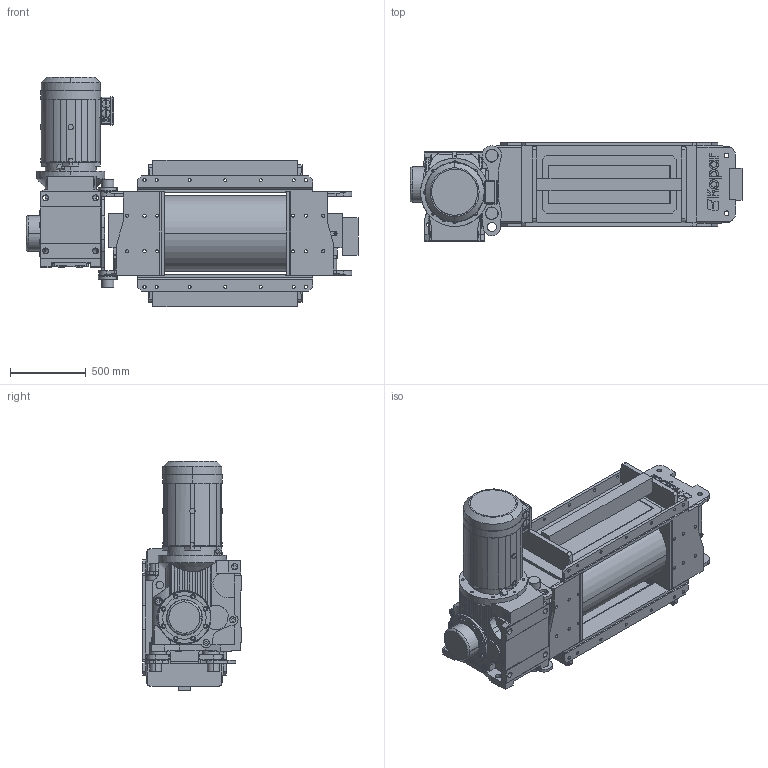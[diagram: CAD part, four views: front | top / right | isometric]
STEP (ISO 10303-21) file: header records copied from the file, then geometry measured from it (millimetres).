
FILE_DESCRIPTION (( 'STEP AP214' ), '1' );
FILE_NAME ('CR800.STEP', '2025-01-15T06:11:15', ( '' ), ( '' ), 'SwSTEP 2.0', 'SolidWorks 2022', '' );
FILE_SCHEMA (( 'AUTOMOTIVE_DESIGN' ));
Length unit declared in the file: millimetre
Products named in the file (1): CR800
Bounding box: 2191.5 x 650 x 1514 mm (x, y, z)
Volume: 498062269.2 mm3; surface area: 16164290.7 mm2
Topology: 27 solids, 43 shells, 2219 faces, 5978 edges, 3996 vertices
Faces by surface type: plane 1277, cylinder 889, bspline 36, cone 17
Entity records: 112071 total; most frequent: CARTESIAN_POINT 36059, ORIENTED_EDGE 11952, DIRECTION 10719, EDGE_CURVE 5976, VERTEX_POINT 3996, LINE 3699, VECTOR 3699, AXIS2_PLACEMENT_3D 3510
